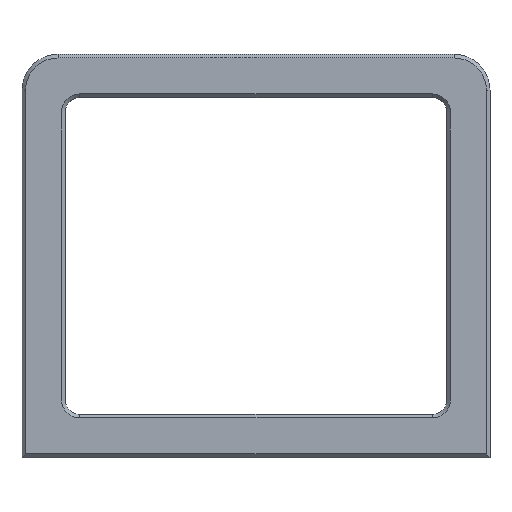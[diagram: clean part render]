
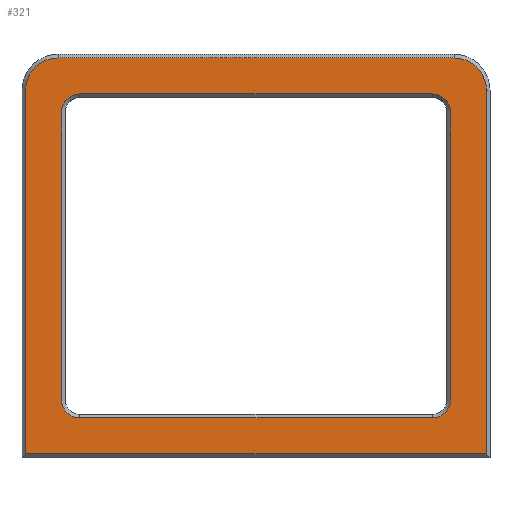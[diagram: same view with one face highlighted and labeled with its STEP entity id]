
A CAD part, top view. The second image highlights one B-rep face of the part: STEP entity #321.
In plain terms, the highlighted planar face has unit normal (0, 0, 1).
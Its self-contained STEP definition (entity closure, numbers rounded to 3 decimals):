
#95 = VERTEX_POINT('',#96);
#96 = CARTESIAN_POINT('',(-64.,-111.,10.));
#102 = EDGE_CURVE('',#95,#103,#105,.T.);
#103 = VERTEX_POINT('',#104);
#104 = CARTESIAN_POINT('',(-64.,-10.,10.));
#105 = LINE('',#106,#107);
#106 = CARTESIAN_POINT('',(-64.,-112.,10.));
#107 = VECTOR('',#108,1.);
#108 = DIRECTION('',(-0.,1.,0.));
#221 = EDGE_CURVE('',#103,#222,#224,.T.);
#222 = VERTEX_POINT('',#223);
#223 = CARTESIAN_POINT('',(-55.,-1.,10.));
#224 = CIRCLE('',#225,9.);
#225 = AXIS2_PLACEMENT_3D('',#226,#227,#228);
#226 = CARTESIAN_POINT('',(-55.,-10.,10.));
#227 = DIRECTION('',(0.,0.,-1.));
#228 = DIRECTION('',(-1.,0.,0.));
#302 = VERTEX_POINT('',#303);
#303 = CARTESIAN_POINT('',(64.,-111.,10.));
#309 = EDGE_CURVE('',#302,#95,#310,.T.);
#310 = LINE('',#311,#312);
#311 = CARTESIAN_POINT('',(65.,-111.,10.));
#312 = VECTOR('',#313,1.);
#313 = DIRECTION('',(-1.,-0.,0.));
#321 = ADVANCED_FACE('',(#322,#350),#420,.F.);
#322 = FACE_BOUND('',#323,.F.);
#323 = EDGE_LOOP('',(#324,#325,#326,#334,#343,#349));
#324 = ORIENTED_EDGE('',*,*,#102,.T.);
#325 = ORIENTED_EDGE('',*,*,#221,.T.);
#326 = ORIENTED_EDGE('',*,*,#327,.T.);
#327 = EDGE_CURVE('',#222,#328,#330,.T.);
#328 = VERTEX_POINT('',#329);
#329 = CARTESIAN_POINT('',(55.,-1.,10.));
#330 = LINE('',#331,#332);
#331 = CARTESIAN_POINT('',(-55.,-1.,10.));
#332 = VECTOR('',#333,1.);
#333 = DIRECTION('',(1.,0.,0.));
#334 = ORIENTED_EDGE('',*,*,#335,.T.);
#335 = EDGE_CURVE('',#328,#336,#338,.T.);
#336 = VERTEX_POINT('',#337);
#337 = CARTESIAN_POINT('',(64.,-10.,10.));
#338 = CIRCLE('',#339,9.);
#339 = AXIS2_PLACEMENT_3D('',#340,#341,#342);
#340 = CARTESIAN_POINT('',(55.,-10.,10.));
#341 = DIRECTION('',(0.,0.,-1.));
#342 = DIRECTION('',(0.,1.,0.));
#343 = ORIENTED_EDGE('',*,*,#344,.T.);
#344 = EDGE_CURVE('',#336,#302,#345,.T.);
#345 = LINE('',#346,#347);
#346 = CARTESIAN_POINT('',(64.,-10.,10.));
#347 = VECTOR('',#348,1.);
#348 = DIRECTION('',(0.,-1.,0.));
#349 = ORIENTED_EDGE('',*,*,#309,.T.);
#350 = FACE_BOUND('',#351,.F.);
#351 = EDGE_LOOP('',(#352,#362,#371,#379,#388,#396,#405,#413));
#352 = ORIENTED_EDGE('',*,*,#353,.F.);
#353 = EDGE_CURVE('',#354,#356,#358,.T.);
#354 = VERTEX_POINT('',#355);
#355 = CARTESIAN_POINT('',(-54.,-96.,10.));
#356 = VERTEX_POINT('',#357);
#357 = CARTESIAN_POINT('',(-54.,-16.,10.));
#358 = LINE('',#359,#360);
#359 = CARTESIAN_POINT('',(-54.,-96.,10.));
#360 = VECTOR('',#361,1.);
#361 = DIRECTION('',(0.,1.,0.));
#362 = ORIENTED_EDGE('',*,*,#363,.F.);
#363 = EDGE_CURVE('',#364,#354,#366,.T.);
#364 = VERTEX_POINT('',#365);
#365 = CARTESIAN_POINT('',(-49.,-101.,10.));
#366 = CIRCLE('',#367,5.);
#367 = AXIS2_PLACEMENT_3D('',#368,#369,#370);
#368 = CARTESIAN_POINT('',(-49.,-96.,10.));
#369 = DIRECTION('',(0.,0.,-1.));
#370 = DIRECTION('',(0.,-1.,0.));
#371 = ORIENTED_EDGE('',*,*,#372,.F.);
#372 = EDGE_CURVE('',#373,#364,#375,.T.);
#373 = VERTEX_POINT('',#374);
#374 = CARTESIAN_POINT('',(49.,-101.,10.));
#375 = LINE('',#376,#377);
#376 = CARTESIAN_POINT('',(49.,-101.,10.));
#377 = VECTOR('',#378,1.);
#378 = DIRECTION('',(-1.,-0.,0.));
#379 = ORIENTED_EDGE('',*,*,#380,.F.);
#380 = EDGE_CURVE('',#381,#373,#383,.T.);
#381 = VERTEX_POINT('',#382);
#382 = CARTESIAN_POINT('',(54.,-96.,10.));
#383 = CIRCLE('',#384,5.);
#384 = AXIS2_PLACEMENT_3D('',#385,#386,#387);
#385 = CARTESIAN_POINT('',(49.,-96.,10.));
#386 = DIRECTION('',(0.,0.,-1.));
#387 = DIRECTION('',(1.,0.,0.));
#388 = ORIENTED_EDGE('',*,*,#389,.F.);
#389 = EDGE_CURVE('',#390,#381,#392,.T.);
#390 = VERTEX_POINT('',#391);
#391 = CARTESIAN_POINT('',(54.,-16.,10.));
#392 = LINE('',#393,#394);
#393 = CARTESIAN_POINT('',(54.,-16.,10.));
#394 = VECTOR('',#395,1.);
#395 = DIRECTION('',(0.,-1.,0.));
#396 = ORIENTED_EDGE('',*,*,#397,.F.);
#397 = EDGE_CURVE('',#398,#390,#400,.T.);
#398 = VERTEX_POINT('',#399);
#399 = CARTESIAN_POINT('',(49.,-11.,10.));
#400 = CIRCLE('',#401,5.);
#401 = AXIS2_PLACEMENT_3D('',#402,#403,#404);
#402 = CARTESIAN_POINT('',(49.,-16.,10.));
#403 = DIRECTION('',(0.,0.,-1.));
#404 = DIRECTION('',(0.,1.,0.));
#405 = ORIENTED_EDGE('',*,*,#406,.F.);
#406 = EDGE_CURVE('',#407,#398,#409,.T.);
#407 = VERTEX_POINT('',#408);
#408 = CARTESIAN_POINT('',(-49.,-11.,10.));
#409 = LINE('',#410,#411);
#410 = CARTESIAN_POINT('',(-49.,-11.,10.));
#411 = VECTOR('',#412,1.);
#412 = DIRECTION('',(1.,0.,0.));
#413 = ORIENTED_EDGE('',*,*,#414,.F.);
#414 = EDGE_CURVE('',#356,#407,#415,.T.);
#415 = CIRCLE('',#416,5.);
#416 = AXIS2_PLACEMENT_3D('',#417,#418,#419);
#417 = CARTESIAN_POINT('',(-49.,-16.,10.));
#418 = DIRECTION('',(0.,0.,-1.));
#419 = DIRECTION('',(-1.,0.,0.));
#420 = PLANE('',#421);
#421 = AXIS2_PLACEMENT_3D('',#422,#423,#424);
#422 = CARTESIAN_POINT('',(65.,0.,10.));
#423 = DIRECTION('',(0.,0.,-1.));
#424 = DIRECTION('',(-1.,0.,0.));
